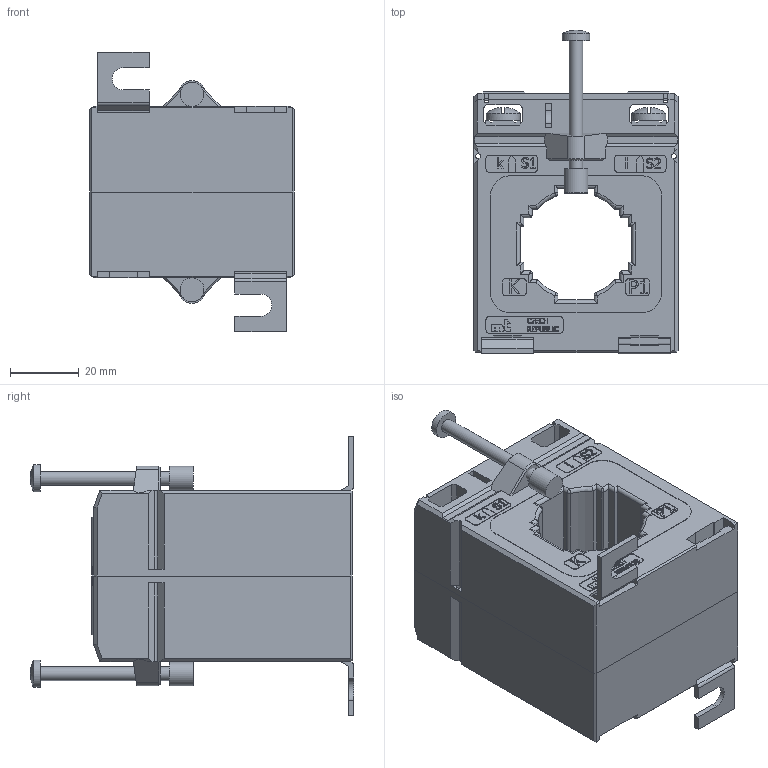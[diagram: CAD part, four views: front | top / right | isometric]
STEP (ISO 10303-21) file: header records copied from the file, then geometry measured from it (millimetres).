
FILE_DESCRIPTION(/* description */ (''),/* implementation_level */ '2;1');
FILE_NAME(/* name */ 'CLB 32.65.step',/* time_stamp */ '2024-10-25T09:14:16+02:00',/* author */ ('peter'),/* organization */ (''),/* preprocessor_version */ 'ST-DEVELOPER v20',/* originating_system */ 'Autodesk Inventor 2025',/* authorisation */ '');
FILE_SCHEMA (('AUTOMOTIVE_DESIGN { 1 0 10303 214 3 1 1 }'));
Length unit declared in the file: millimetre
Products named in the file (10): Current transformer CLB 32.65; Front plastic case CLB 32.65; Back plastic case CLB 32.65; Tape label CLB 32.65; Secondary terminal 28 CLB; Secondary terminal cover 37 CLB; Metal mounting foot CLB; Screw M5x8; Screw 4x45; Insulating cap
Assembly tree (17 placements, depth 2):
  Current transformer CLB 32.65
    Front plastic case CLB 32.65
    Back plastic case CLB 32.65
    Tape label CLB 32.65
    Secondary terminal 28 CLB  x2
    Secondary terminal cover 37 CLB  x2
    Metal mounting foot CLB  x2
    Screw M5x8  x4
    Screw 4x45  x2
    Insulating cap  x2
Bounding box: 59.5 x 94.34 x 81.5 mm (x, y, z)
Volume: 174509.9 mm3; surface area: 50990.3 mm2
Topology: 17 solids, 17 shells, 1804 faces, 4919 edges, 3224 vertices
Faces by surface type: plane 1138, bspline 378, cylinder 238, sphere 18, torus 16, cone 16
Full cylindrical faces by diameter (mm): 1.5 x4, 2.5 x2, 2.95 x2, 3 x4, 3.5 x2, 4 x4, 4.134 x4, 5 x4, 7 x2, 8 x2, 10 x4
Entity records: 53745 total; most frequent: CARTESIAN_POINT 14249, ORIENTED_EDGE 8888, DIRECTION 6586, EDGE_CURVE 4444, LINE 3250, VECTOR 3250, VERTEX_POINT 2913, EDGE_LOOP 1737
